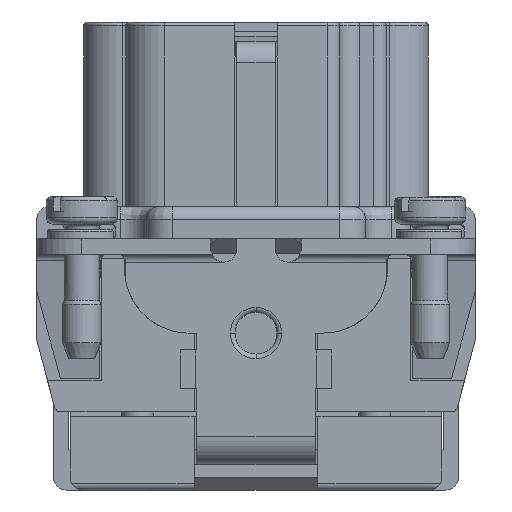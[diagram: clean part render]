
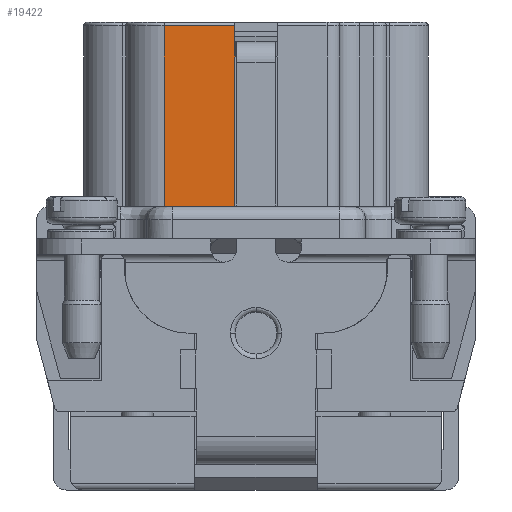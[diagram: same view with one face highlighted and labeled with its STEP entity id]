
A CAD part, left-side view. The second image highlights one B-rep face of the part: STEP entity #19422.
In plain terms, the highlighted planar face has unit normal (-1, 0, 0).
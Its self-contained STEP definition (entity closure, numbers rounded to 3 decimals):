
#19422=ADVANCED_FACE('',(#23880),#21871,.F.);
#21871=PLANE('',#69290);
#23880=FACE_OUTER_BOUND('',#26440,.T.);
#26440=EDGE_LOOP('',(#33768,#33769,#33770,#33771));
#33768=ORIENTED_EDGE('',*,*,#50526,.F.);
#33769=ORIENTED_EDGE('',*,*,#50527,.F.);
#33770=ORIENTED_EDGE('',*,*,#50528,.F.);
#33771=ORIENTED_EDGE('',*,*,#50529,.F.);
#45075=VERTEX_POINT('',#95998);
#45076=VERTEX_POINT('',#95999);
#45077=VERTEX_POINT('',#96001);
#45078=VERTEX_POINT('',#96003);
#50526=EDGE_CURVE('',#45075,#45076,#58072,.T.);
#50527=EDGE_CURVE('',#45077,#45075,#58073,.T.);
#50528=EDGE_CURVE('',#45078,#45077,#58074,.T.);
#50529=EDGE_CURVE('',#45076,#45078,#58075,.T.);
#58072=LINE('',#95997,#62287);
#58073=LINE('',#96000,#62288);
#58074=LINE('',#96002,#62289);
#58075=LINE('',#96004,#62290);
#62287=VECTOR('',#77155,1.);
#62288=VECTOR('',#77156,1.);
#62289=VECTOR('',#77157,1.);
#62290=VECTOR('',#77158,1.);
#69290=AXIS2_PLACEMENT_3D('',#96005,#77159,#77160);
#77155=DIRECTION('',(0.,0.,1.));
#77156=DIRECTION('',(0.,1.,0.));
#77157=DIRECTION('',(0.,0.,-1.));
#77158=DIRECTION('',(0.,-1.,0.));
#77159=DIRECTION('',(1.,0.,0.));
#77160=DIRECTION('',(0.,1.,0.));
#95997=CARTESIAN_POINT('',(-45.6,7.1,3.7));
#95998=CARTESIAN_POINT('',(-45.6,7.1,3.7));
#95999=CARTESIAN_POINT('',(-45.6,7.1,17.7));
#96000=CARTESIAN_POINT('',(-45.6,1.65,3.7));
#96001=CARTESIAN_POINT('',(-45.6,1.65,3.7));
#96002=CARTESIAN_POINT('',(-45.6,1.65,17.7));
#96003=CARTESIAN_POINT('',(-45.6,1.65,17.7));
#96004=CARTESIAN_POINT('',(-45.6,7.1,17.7));
#96005=CARTESIAN_POINT('',(-45.6,-5.5,3.7));
